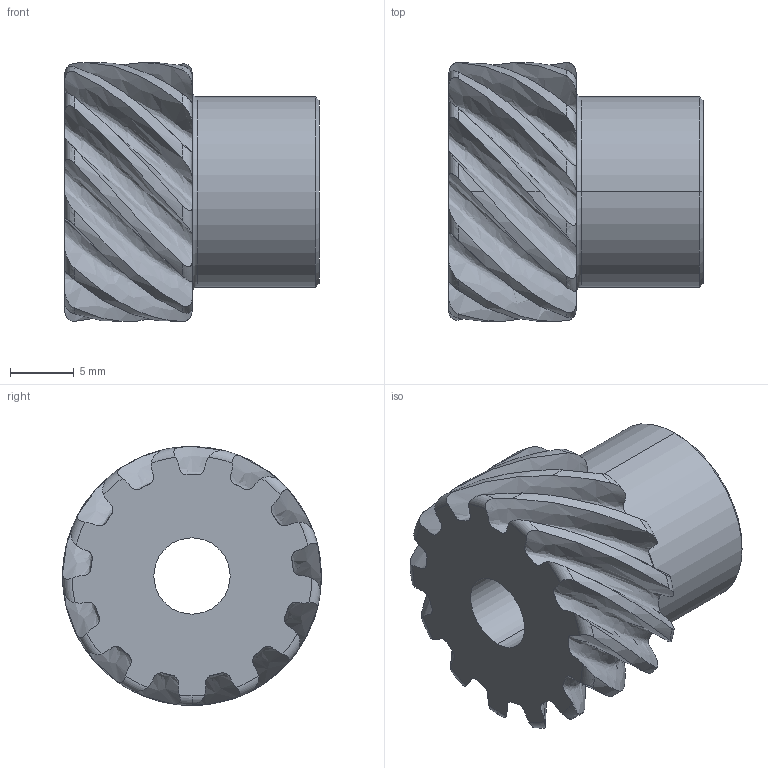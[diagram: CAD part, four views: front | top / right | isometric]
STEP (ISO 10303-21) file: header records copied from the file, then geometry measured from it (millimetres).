
FILE_DESCRIPTION (( 'STEP AP203' ), '1' );
FILE_NAME ('3598N291_High-Power Metal Gear.STEP', '2022-06-16T16:28:14', ( 'Administrator' ), ( 'Managed by Terraform' ), 'SwSTEP 2.0', 'SolidWorks 2017', '' );
FILE_SCHEMA (( 'CONFIG_CONTROL_DESIGN' ));
Length unit declared in the file: millimetre
Products named in the file (1): 3598N291_High-Power Metal Gear
Bounding box: 20 x 20.38 x 20.38 mm (x, y, z)
Volume: 3768.5 mm3; surface area: 2434.4 mm2
Topology: 1 solids, 1 shells, 68 faces, 345 edges, 280 vertices
Faces by surface type: torus 29, cylinder 19, bspline 13, cone 4, plane 3
Entity records: 5453 total; most frequent: CARTESIAN_POINT 3013, ORIENTED_EDGE 690, EDGE_CURVE 345, DIRECTION 282, VERTEX_POINT 280, B_SPLINE_CURVE_WITH_KNOTS 248, AXIS2_PLACEMENT_3D 136, CIRCLE 80
